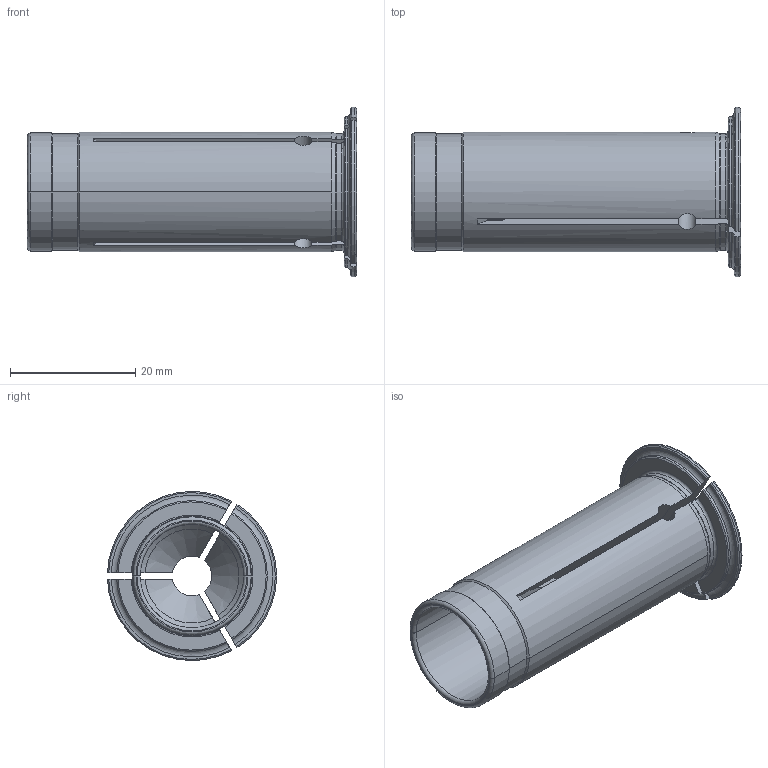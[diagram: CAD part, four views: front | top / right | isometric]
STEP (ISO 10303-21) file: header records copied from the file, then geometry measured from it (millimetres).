
FILE_DESCRIPTION((''),'2;1');
FILE_NAME('HK19_05-6_35-625104','2019-02-08T08:26:17',('user'),(''),'CREO PARAMETRIC BY PTC INC, 2018100','CREO PARAMETRIC BY PTC INC, 2018100','');
FILE_SCHEMA(('CONFIG_CONTROL_DESIGN'));
Length unit declared in the file: millimetre
Products named in the file (1): HK19_05-6_35-625104
Bounding box: 52.5 x 26.99 x 27 mm (x, y, z)
Volume: 9188.9 mm3; surface area: 6817.9 mm2
Topology: 1 solids, 1 shells, 98 faces, 279 edges, 182 vertices
Faces by surface type: cylinder 32, cone 22, plane 22, torus 22
Entity records: 3531 total; most frequent: CARTESIAN_POINT 1034, ORIENTED_EDGE 558, DIRECTION 474, EDGE_CURVE 279, AXIS2_PLACEMENT_3D 189, VERTEX_POINT 182, EDGE_LOOP 99, FACE_OUTER_BOUND 98
